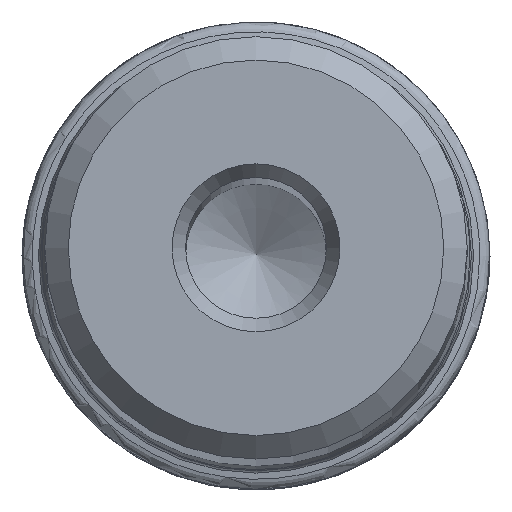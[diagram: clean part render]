
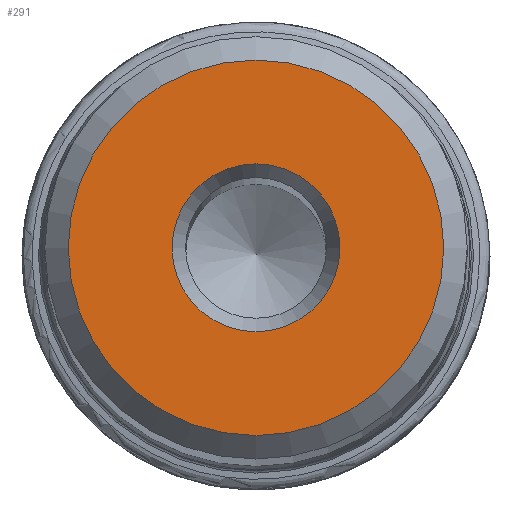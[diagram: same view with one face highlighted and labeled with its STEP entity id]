
A CAD part, top view. The second image highlights one B-rep face of the part: STEP entity #291.
In plain terms, the highlighted planar face has unit normal (0, 0, 1).
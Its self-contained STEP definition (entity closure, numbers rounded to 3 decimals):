
#241=PLANE('',#717);
#291=ADVANCED_FACE('',(#354,#355),#241,.T.);
#354=FACE_BOUND('',#438,.T.);
#355=FACE_BOUND('',#439,.T.);
#438=EDGE_LOOP('',(#522));
#439=EDGE_LOOP('',(#523));
#522=ORIENTED_EDGE('',*,*,#632,.T.);
#523=ORIENTED_EDGE('',*,*,#633,.T.);
#590=VERTEX_POINT('',#925);
#591=VERTEX_POINT('',#928);
#632=EDGE_CURVE('',#590,#590,#674,.T.);
#633=EDGE_CURVE('',#591,#591,#675,.T.);
#674=CIRCLE('',#714,3.577);
#675=CIRCLE('',#716,8.);
#714=AXIS2_PLACEMENT_3D('',#924,#811,#812);
#716=AXIS2_PLACEMENT_3D('',#927,#815,#816);
#717=AXIS2_PLACEMENT_3D('',#929,#817,#818);
#811=DIRECTION('',(0.,0.,-1.));
#812=DIRECTION('',(1.,0.,0.));
#815=DIRECTION('',(0.,0.,1.));
#816=DIRECTION('',(1.,0.,0.));
#817=DIRECTION('',(0.,0.,1.));
#818=DIRECTION('',(-1.,0.,0.));
#924=CARTESIAN_POINT('',(0.,0.,0.));
#925=CARTESIAN_POINT('',(3.577,0.,0.));
#927=CARTESIAN_POINT('',(0.,0.,0.));
#928=CARTESIAN_POINT('',(8.,0.,0.));
#929=CARTESIAN_POINT('',(0.,0.,0.));
